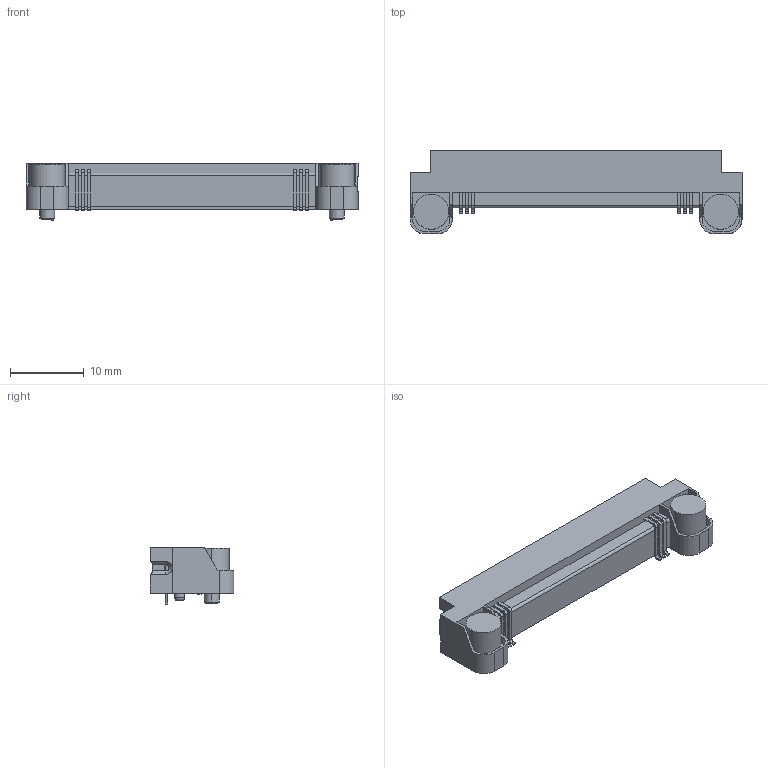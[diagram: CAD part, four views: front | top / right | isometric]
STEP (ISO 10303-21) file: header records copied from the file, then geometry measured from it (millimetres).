
FILE_DESCRIPTION((''),'2;1');
FILE_NAME('SAMTEC_ERF8-040-01-L-D-RA-TR.stp','2014-07-24T12:48:54',(''),(''),'Mechanical Desktop 2011','Mechanical Desktop 2011',', , ');
FILE_SCHEMA(('AUTOMOTIVE_DESIGN { 1 2 10303 214 1 1 1 1 }'));
Length unit declared in the file: millimetre
Products named in the file (1): Product
Bounding box: 45 x 11.35 x 7.8 mm (x, y, z)
Volume: 1471 mm3; surface area: 2710.2 mm2
Topology: 39 solids, 39 shells, 733 faces, 1932 edges, 1279 vertices
Faces by surface type: plane 525, cylinder 147, bspline 56, cone 5
Entity records: 22902 total; most frequent: CARTESIAN_POINT 4595, ORIENTED_EDGE 3864, DIRECTION 3591, EDGE_CURVE 1932, VECTOR 1609, LINE 1609, VERTEX_POINT 1279, AXIS2_PLACEMENT_3D 991
